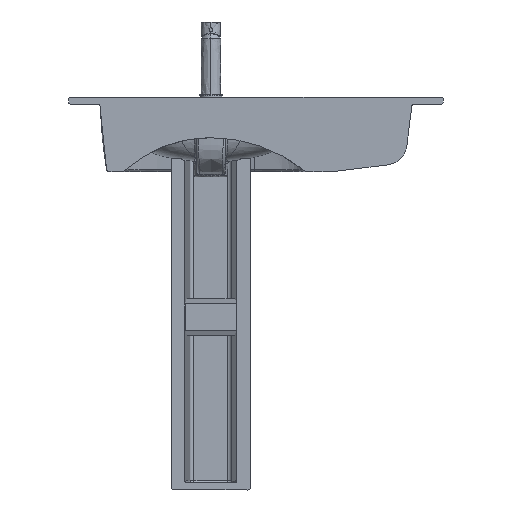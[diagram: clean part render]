
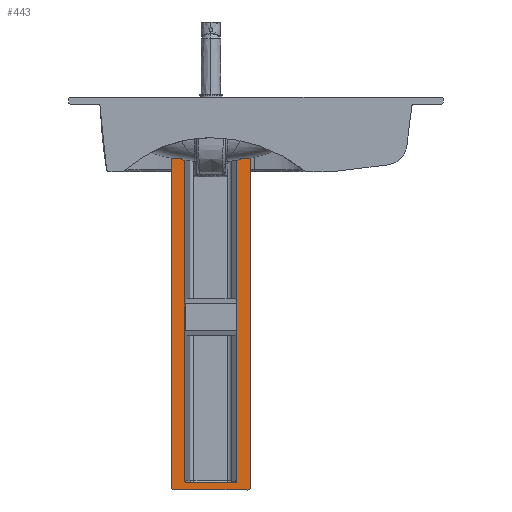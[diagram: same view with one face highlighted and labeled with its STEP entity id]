
A CAD part, left-side view. The second image highlights one B-rep face of the part: STEP entity #443.
In plain terms, the highlighted planar face has unit normal (-1, 0, 0).
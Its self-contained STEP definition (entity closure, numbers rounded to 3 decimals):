
#443=ADVANCED_FACE('',(#814),#5315,.T.);
#814=FACE_OUTER_BOUND('',#1197,.T.);
#1197=EDGE_LOOP('',(#2946,#2947,#2948,#2949,#2950,#2951,#2952,#2953,#2954,
#2955,#2956,#2957,#2958,#2959));
#2946=ORIENTED_EDGE('',*,*,#3844,.T.);
#2947=ORIENTED_EDGE('',*,*,#3811,.F.);
#2948=ORIENTED_EDGE('',*,*,#3838,.F.);
#2949=ORIENTED_EDGE('',*,*,#3822,.T.);
#2950=ORIENTED_EDGE('',*,*,#3845,.T.);
#2951=ORIENTED_EDGE('',*,*,#3798,.F.);
#2952=ORIENTED_EDGE('',*,*,#3846,.T.);
#2953=ORIENTED_EDGE('',*,*,#3814,.F.);
#2954=ORIENTED_EDGE('',*,*,#3833,.T.);
#2955=ORIENTED_EDGE('',*,*,#3812,.F.);
#2956=ORIENTED_EDGE('',*,*,#3842,.T.);
#2957=ORIENTED_EDGE('',*,*,#3847,.F.);
#2958=ORIENTED_EDGE('',*,*,#3840,.T.);
#2959=ORIENTED_EDGE('',*,*,#3848,.T.);
#3798=EDGE_CURVE('',#5230,#5231,#4694,.T.);
#3811=EDGE_CURVE('',#5242,#5243,#4701,.T.);
#3812=EDGE_CURVE('',#5244,#5245,#4702,.T.);
#3814=EDGE_CURVE('',#5250,#5241,#4704,.T.);
#3822=EDGE_CURVE('',#5254,#5240,#4711,.T.);
#3833=EDGE_CURVE('',#5250,#5245,#4718,.T.);
#3838=EDGE_CURVE('',#5254,#5242,#4723,.T.);
#3840=EDGE_CURVE('',#5257,#5256,#4725,.T.);
#3842=EDGE_CURVE('',#5244,#5258,#4727,.T.);
#3844=EDGE_CURVE('',#5259,#5243,#4729,.T.);
#3845=EDGE_CURVE('',#5240,#5231,#4730,.T.);
#3846=EDGE_CURVE('',#5230,#5241,#4731,.T.);
#3847=EDGE_CURVE('',#5257,#5258,#4732,.T.);
#3848=EDGE_CURVE('',#5256,#5259,#4733,.T.);
#4694=B_SPLINE_CURVE_WITH_KNOTS('',1,(#89313,#89314),.UNSPECIFIED.,.F.,
 .F.,(2,2),(0.,104.983),.UNSPECIFIED.);
#4701=B_SPLINE_CURVE_WITH_KNOTS('',1,(#89362,#89363),.UNSPECIFIED.,.F.,
 .F.,(2,2),(155.017,175.),.UNSPECIFIED.);
#4702=B_SPLINE_CURVE_WITH_KNOTS('',1,(#89364,#89365),.UNSPECIFIED.,.F.,
 .F.,(2,2),(0.,19.983),.UNSPECIFIED.);
#4704=B_SPLINE_CURVE_WITH_KNOTS('',1,(#89375,#89376),.UNSPECIFIED.,.F.,
 .F.,(2,2),(0.,708.),.UNSPECIFIED.);
#4711=B_SPLINE_CURVE_WITH_KNOTS('',1,(#89392,#89393),.UNSPECIFIED.,.F.,
 .F.,(2,2),(0.,708.),.UNSPECIFIED.);
#4718=B_SPLINE_CURVE_WITH_KNOTS('',1,(#89426,#89427),.UNSPECIFIED.,.F.,
 .F.,(2,2),(-5.393,5.393),.UNSPECIFIED.);
#4723=B_SPLINE_CURVE_WITH_KNOTS('',1,(#89436,#89437),.UNSPECIFIED.,.F.,
 .F.,(2,2),(-5.393,5.393),.UNSPECIFIED.);
#4725=B_SPLINE_CURVE_WITH_KNOTS('',1,(#89513,#89514),.UNSPECIFIED.,.F.,
 .F.,(2,2),(7.012,167.988),.UNSPECIFIED.);
#4727=B_SPLINE_CURVE_WITH_KNOTS('',1,(#89554,#89555),.UNSPECIFIED.,.F.,
 .F.,(2,2),(0.,730.4),.UNSPECIFIED.);
#4729=B_SPLINE_CURVE_WITH_KNOTS('',1,(#89595,#89596),.UNSPECIFIED.,.F.,
 .F.,(2,2),(-730.4,0.),.UNSPECIFIED.);
#4730=B_SPLINE_CURVE_WITH_KNOTS('',5,(#89597,#89598,#89599,#89600,#89601,
#89602),.UNSPECIFIED.,.F.,.F.,(6,6),(-11.117,0.),.UNSPECIFIED.);
#4731=B_SPLINE_CURVE_WITH_KNOTS('',5,(#89603,#89604,#89605,#89606,#89607,
#89608),.UNSPECIFIED.,.F.,.F.,(6,6),(0.,11.117),.UNSPECIFIED.);
#4732=B_SPLINE_CURVE_WITH_KNOTS('',1,(#89609,#89610),.UNSPECIFIED.,.F.,
 .F.,(2,2),(0.,7.479),.UNSPECIFIED.);
#4733=B_SPLINE_CURVE_WITH_KNOTS('',3,(#89611,#89612,#89613,#89614),
 .UNSPECIFIED.,.F.,.F.,(4,4),(0.,7.479),.UNSPECIFIED.);
#5230=VERTEX_POINT('',#89263);
#5231=VERTEX_POINT('',#89264);
#5240=VERTEX_POINT('',#89273);
#5241=VERTEX_POINT('',#89274);
#5242=VERTEX_POINT('',#89275);
#5243=VERTEX_POINT('',#89276);
#5244=VERTEX_POINT('',#89277);
#5245=VERTEX_POINT('',#89278);
#5250=VERTEX_POINT('',#89283);
#5254=VERTEX_POINT('',#89287);
#5256=VERTEX_POINT('',#89289);
#5257=VERTEX_POINT('',#89290);
#5258=VERTEX_POINT('',#89291);
#5259=VERTEX_POINT('',#89292);
#5315=PLANE('',#5751);
#5751=AXIS2_PLACEMENT_3D('',#89104,#5820,$);
#5820=DIRECTION('',(-1.,0.,0.));
#89104=CARTESIAN_POINT('',(102.261,105.06,-63.312));
#89263=CARTESIAN_POINT('',(102.261,52.491,-853.672));
#89264=CARTESIAN_POINT('',(102.261,-52.491,-853.672));
#89273=CARTESIAN_POINT('',(102.261,-57.5,-848.672));
#89274=CARTESIAN_POINT('',(102.261,57.5,-848.672));
#89275=CARTESIAN_POINT('',(102.261,-67.517,-136.672));
#89276=CARTESIAN_POINT('',(102.261,-87.5,-136.672));
#89277=CARTESIAN_POINT('',(102.261,87.5,-136.672));
#89278=CARTESIAN_POINT('',(102.261,67.517,-136.672));
#89283=CARTESIAN_POINT('',(102.261,57.5,-140.672));
#89287=CARTESIAN_POINT('',(102.261,-57.5,-140.672));
#89289=CARTESIAN_POINT('',(102.261,-80.488,-869.672));
#89290=CARTESIAN_POINT('',(102.261,80.488,-869.672));
#89291=CARTESIAN_POINT('',(102.261,87.5,-867.072));
#89292=CARTESIAN_POINT('',(102.261,-87.5,-867.072));
#89313=CARTESIAN_POINT('',(102.261,52.491,-853.672));
#89314=CARTESIAN_POINT('',(102.261,-52.491,-853.672));
#89362=CARTESIAN_POINT('',(102.261,-67.517,-136.672));
#89363=CARTESIAN_POINT('',(102.261,-87.5,-136.672));
#89364=CARTESIAN_POINT('',(102.261,87.5,-136.672));
#89365=CARTESIAN_POINT('',(102.261,67.517,-136.672));
#89375=CARTESIAN_POINT('',(102.261,57.5,-140.672));
#89376=CARTESIAN_POINT('',(102.261,57.5,-848.672));
#89392=CARTESIAN_POINT('',(102.261,-57.5,-140.672));
#89393=CARTESIAN_POINT('',(102.261,-57.5,-848.672));
#89426=CARTESIAN_POINT('',(102.261,57.5,-140.672));
#89427=CARTESIAN_POINT('',(102.261,67.517,-136.672));
#89436=CARTESIAN_POINT('',(102.261,-57.5,-140.672));
#89437=CARTESIAN_POINT('',(102.261,-67.517,-136.672));
#89513=CARTESIAN_POINT('',(102.261,80.488,-869.672));
#89514=CARTESIAN_POINT('',(102.261,-80.488,-869.672));
#89554=CARTESIAN_POINT('',(102.261,87.5,-136.672));
#89555=CARTESIAN_POINT('',(102.261,87.5,-867.072));
#89595=CARTESIAN_POINT('',(102.261,-87.5,-867.072));
#89596=CARTESIAN_POINT('',(102.261,-87.5,-136.672));
#89597=CARTESIAN_POINT('',(102.261,-57.5,-848.672));
#89598=CARTESIAN_POINT('',(102.261,-57.5,-850.244));
#89599=CARTESIAN_POINT('',(102.261,-56.883,-851.818));
#89600=CARTESIAN_POINT('',(102.261,-55.637,-853.058));
#89601=CARTESIAN_POINT('',(102.261,-54.063,-853.672));
#89602=CARTESIAN_POINT('',(102.261,-52.491,-853.672));
#89603=CARTESIAN_POINT('',(102.261,52.491,-853.672));
#89604=CARTESIAN_POINT('',(102.261,54.063,-853.672));
#89605=CARTESIAN_POINT('',(102.261,55.637,-853.058));
#89606=CARTESIAN_POINT('',(102.261,56.883,-851.818));
#89607=CARTESIAN_POINT('',(102.261,57.5,-850.244));
#89608=CARTESIAN_POINT('',(102.261,57.5,-848.672));
#89609=CARTESIAN_POINT('',(102.261,80.488,-869.672));
#89610=CARTESIAN_POINT('',(102.261,87.5,-867.072));
#89611=CARTESIAN_POINT('',(102.261,-80.488,-869.672));
#89612=CARTESIAN_POINT('',(102.261,-82.825,-868.805));
#89613=CARTESIAN_POINT('',(102.261,-85.163,-867.938));
#89614=CARTESIAN_POINT('',(102.261,-87.5,-867.072));
